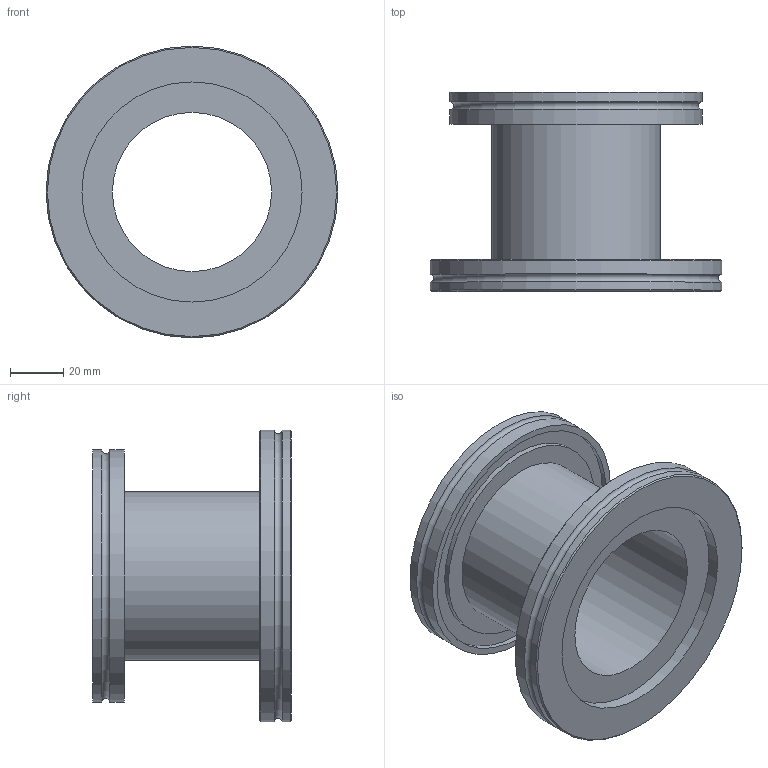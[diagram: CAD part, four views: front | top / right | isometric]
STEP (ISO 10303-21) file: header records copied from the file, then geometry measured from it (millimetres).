
FILE_DESCRIPTION(/* description */ (''),/* implementation_level */ '2;1');
FILE_NAME(/* name */ 'FL-SR80-63LF.stp',/* time_stamp */ '2018-11-12T13:46:31+00:00',/* author */ ('paul'),/* organization */ (''),/* preprocessor_version */ 'ST-DEVELOPER v17.2',/* originating_system */ 'Autodesk Inventor 2019',/* authorisation */ '');
FILE_SCHEMA (('AUTOMOTIVE_DESIGN { 1 0 10303 214 3 1 1 }'));
Length unit declared in the file: millimetre
Products named in the file (1): FL-SR80-63LF
Bounding box: 110 x 75 x 110 mm (x, y, z)
Volume: 122852.1 mm3; surface area: 56661.2 mm2
Topology: 1 solids, 1 shells, 27 faces, 72 edges, 55 vertices
Faces by surface type: cylinder 12, plane 10, cone 3, torus 2
Full cylindrical faces by diameter (mm): 60 x1, 63.5 x1, 70 x1, 78 x1, 83 x1, 90 x1, 93 x1, 95 x2, 105 x1, 110 x2
Entity records: 956 total; most frequent: DIRECTION 185, CARTESIAN_POINT 155, ORIENTED_EDGE 144, AXIS2_PLACEMENT_3D 85, EDGE_CURVE 72, CIRCLE 57, VERTEX_POINT 55, EDGE_LOOP 37
